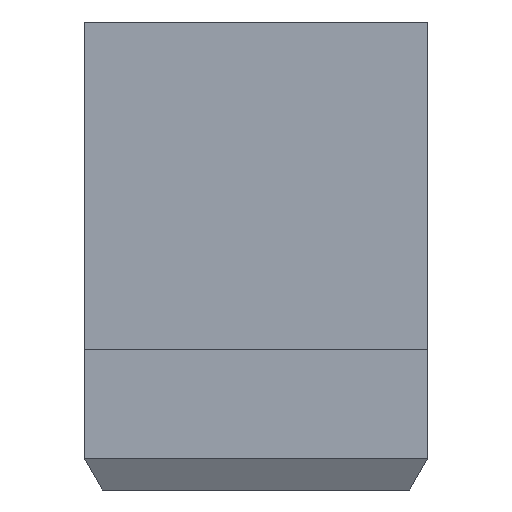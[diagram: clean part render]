
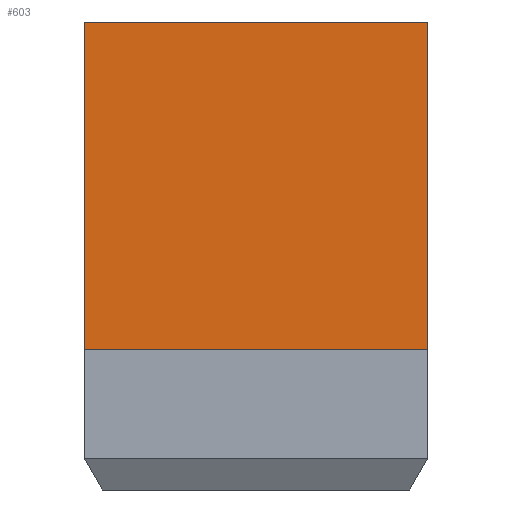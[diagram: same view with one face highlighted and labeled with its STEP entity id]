
A CAD part, left-side view. The second image highlights one B-rep face of the part: STEP entity #603.
In plain terms, the highlighted planar face has unit normal (-1, 0, 0).
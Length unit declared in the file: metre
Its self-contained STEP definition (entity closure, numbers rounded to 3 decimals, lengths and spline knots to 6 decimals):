
#92=ORIENTED_EDGE('',*,*,#239,.F.);
#93=ORIENTED_EDGE('',*,*,#214,.F.);
#94=ORIENTED_EDGE('',*,*,#249,.T.);
#95=ORIENTED_EDGE('',*,*,#208,.T.);
#208=EDGE_CURVE('',#295,#294,#350,.T.);
#214=EDGE_CURVE('',#300,#301,#356,.T.);
#239=EDGE_CURVE('',#301,#294,#381,.T.);
#249=EDGE_CURVE('',#300,#295,#391,.T.);
#294=VERTEX_POINT('',#873);
#295=VERTEX_POINT('',#875);
#300=VERTEX_POINT('',#886);
#301=VERTEX_POINT('',#888);
#350=LINE('',#874,#436);
#356=LINE('',#887,#442);
#381=LINE('',#935,#467);
#391=LINE('',#955,#477);
#436=VECTOR('',#699,1.);
#442=VECTOR('',#707,1.);
#467=VECTOR('',#736,1.);
#477=VECTOR('',#758,1.);
#507=EDGE_LOOP('',(#92,#93,#94,#95));
#539=FACE_BOUND('',#507,.T.);
#571=PLANE('',#648);
#603=ADVANCED_FACE('',(#539),#571,.T.);
#648=AXIS2_PLACEMENT_3D('',#954,#756,#757);
#699=DIRECTION('',(0.,0.,1.));
#707=DIRECTION('',(0.,0.,1.));
#736=DIRECTION('',(0.,-1.,0.));
#756=DIRECTION('',(-1.,0.,0.));
#757=DIRECTION('',(0.,0.,1.));
#758=DIRECTION('',(0.,-1.,0.));
#873=CARTESIAN_POINT('',(-0.0176,-0.0345,0.));
#874=CARTESIAN_POINT('',(-0.0176,-0.0345,-0.0105));
#875=CARTESIAN_POINT('',(-0.0176,-0.0345,-0.0105));
#886=CARTESIAN_POINT('',(-0.0176,-0.0235,-0.0105));
#887=CARTESIAN_POINT('',(-0.0176,-0.0235,-0.0105));
#888=CARTESIAN_POINT('',(-0.0176,-0.0235,0.));
#935=CARTESIAN_POINT('',(-0.0176,-0.029,0.));
#954=CARTESIAN_POINT('',(-0.0176,-0.029,-0.0105));
#955=CARTESIAN_POINT('',(-0.0176,-0.029,-0.0105));
